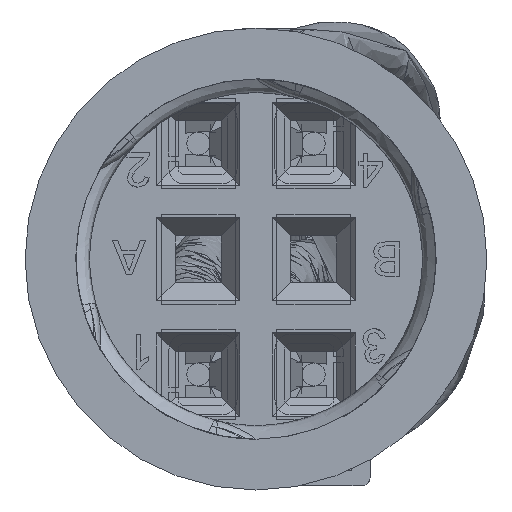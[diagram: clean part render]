
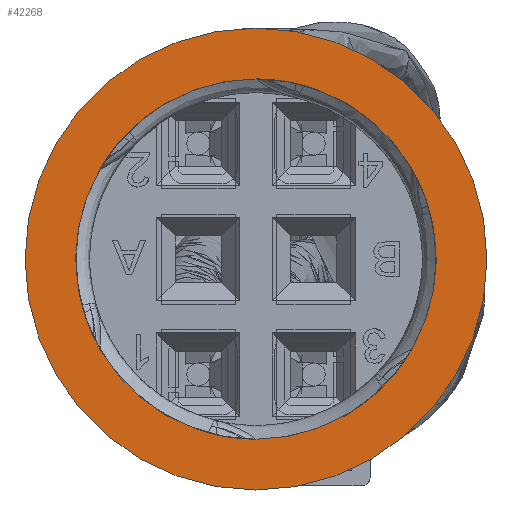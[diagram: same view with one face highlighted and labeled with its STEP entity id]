
A CAD part, left-side view. The second image highlights one B-rep face of the part: STEP entity #42268.
In plain terms, the highlighted planar face has unit normal (-1, 0, 0).
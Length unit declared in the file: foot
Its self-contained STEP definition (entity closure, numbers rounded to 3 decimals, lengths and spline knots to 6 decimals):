
#1013 = DIRECTION ( 'NONE',  ( 0., 0., -1. ) ) ;
#2779 = ORIENTED_EDGE ( 'NONE', *, *, #12743, .T. ) ;
#5167 = CARTESIAN_POINT ( 'NONE',  ( 0., 0., 0. ) ) ;
#6895 = CIRCLE ( 'NONE', #38628, 0.016667 ) ;
#7461 = FACE_OUTER_BOUND ( 'NONE', #34558, .T. ) ;
#8084 = DIRECTION ( 'NONE',  ( -1., 0., 0. ) ) ;
#8542 = DIRECTION ( 'NONE',  ( 0., 0., 1. ) ) ;
#8624 = CARTESIAN_POINT ( 'NONE',  ( 0., 0., 0.016667 ) ) ;
#12743 = EDGE_CURVE ( 'NONE', #26735, #33792, #13971, .T. ) ;
#13932 = DIRECTION ( 'NONE',  ( 1., 0., 0. ) ) ;
#13971 = CIRCLE ( 'NONE', #39994, 0.013 ) ;
#14573 = CARTESIAN_POINT ( 'NONE',  ( 0., 0., 0. ) ) ;
#17940 = DIRECTION ( 'NONE',  ( 0., 0., -1. ) ) ;
#18248 = VERTEX_POINT ( 'NONE', #8624 ) ;
#20340 = EDGE_CURVE ( 'NONE', #33792, #26735, #38779, .T. ) ;
#21004 = DIRECTION ( 'NONE',  ( 1., 0., 0. ) ) ;
#21657 = CIRCLE ( 'NONE', #27558, 0.016667 ) ;
#21808 = EDGE_CURVE ( 'NONE', #18248, #33315, #6895, .T. ) ;
#22080 = ORIENTED_EDGE ( 'NONE', *, *, #40584, .T. ) ;
#24953 = ORIENTED_EDGE ( 'NONE', *, *, #20340, .T. ) ;
#26735 = VERTEX_POINT ( 'NONE', #31890 ) ;
#27558 = AXIS2_PLACEMENT_3D ( 'NONE', #5167, #28505, #8542 ) ;
#28039 = CARTESIAN_POINT ( 'NONE',  ( 0., 0., 0. ) ) ;
#28505 = DIRECTION ( 'NONE',  ( -1., 0., 0. ) ) ;
#28507 = AXIS2_PLACEMENT_3D ( 'NONE', #41033, #21004, #1013 ) ;
#28679 = AXIS2_PLACEMENT_3D ( 'NONE', #37156, #13932, #37302 ) ;
#29625 = ORIENTED_EDGE ( 'NONE', *, *, #21808, .T. ) ;
#30545 = PLANE ( 'NONE',  #28679 ) ;
#31387 = DIRECTION ( 'NONE',  ( 0., 0., 1. ) ) ;
#31551 = CARTESIAN_POINT ( 'NONE',  ( 0., 0., -0.016667 ) ) ;
#31890 = CARTESIAN_POINT ( 'NONE',  ( 0., 0., 0.013 ) ) ;
#33315 = VERTEX_POINT ( 'NONE', #31551 ) ;
#33792 = VERTEX_POINT ( 'NONE', #39159 ) ;
#34150 = EDGE_LOOP ( 'NONE', ( #24953, #2779 ) ) ;
#34558 = EDGE_LOOP ( 'NONE', ( #29625, #22080 ) ) ;
#37156 = CARTESIAN_POINT ( 'NONE',  ( 0., 0., 0. ) ) ;
#37302 = DIRECTION ( 'NONE',  ( 0., 0., -1. ) ) ;
#37924 = DIRECTION ( 'NONE',  ( 1., 0., 0. ) ) ;
#38628 = AXIS2_PLACEMENT_3D ( 'NONE', #28039, #8084, #31387 ) ;
#38779 = CIRCLE ( 'NONE', #28507, 0.013 ) ;
#39159 = CARTESIAN_POINT ( 'NONE',  ( 0., 0., -0.013 ) ) ;
#39994 = AXIS2_PLACEMENT_3D ( 'NONE', #14573, #37924, #17940 ) ;
#40584 = EDGE_CURVE ( 'NONE', #33315, #18248, #21657, .T. ) ;
#41033 = CARTESIAN_POINT ( 'NONE',  ( 0., 0., 0. ) ) ;
#42268 = ADVANCED_FACE ( 'Face7', ( #42980, #7461 ), #30545, .F. ) ;
#42980 = FACE_BOUND ( 'NONE', #34150, .T. ) ;
